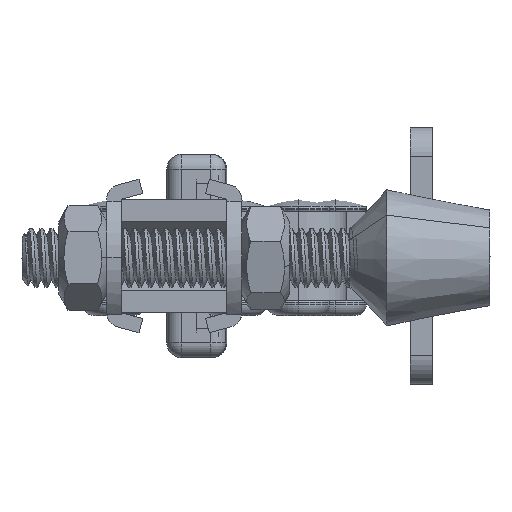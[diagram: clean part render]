
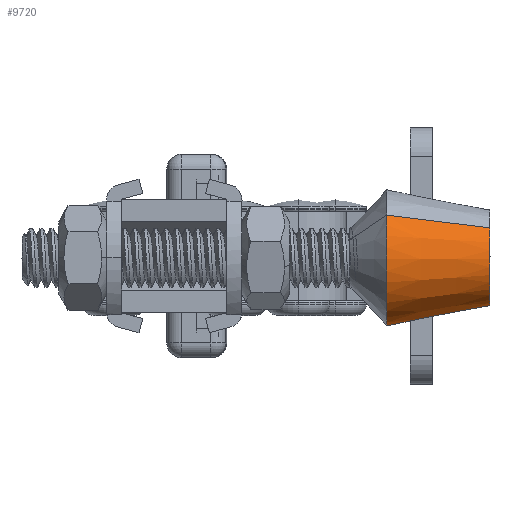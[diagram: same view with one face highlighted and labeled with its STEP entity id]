
A CAD part, left-side view. The second image highlights one B-rep face of the part: STEP entity #9720.
In plain terms, the highlighted conical face has half-angle 11.113 degrees and reference radius 9.25 mm.
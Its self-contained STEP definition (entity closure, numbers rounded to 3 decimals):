
#99 = DIRECTION ( 'NONE',  ( 0., 0.193, 0.981 ) ) ;
#1571 = ORIENTED_EDGE ( 'NONE', *, *, #11249, .F. ) ;
#2126 = CARTESIAN_POINT ( 'NONE',  ( 0., 6.5, -8.5 ) ) ;
#2282 = VECTOR ( 'NONE', #99, 1000. ) ;
#3206 = DIRECTION ( 'NONE',  ( 0., 0., 1. ) ) ;
#4427 = EDGE_LOOP ( 'NONE', ( #15723, #8657, #14613, #1571 ) ) ;
#5416 = VERTEX_POINT ( 'NONE', #2126 ) ;
#5559 = DIRECTION ( 'NONE',  ( 0., 0., 1. ) ) ;
#5772 = DIRECTION ( 'NONE',  ( 0., -0.193, 0.981 ) ) ;
#6127 = CIRCLE ( 'NONE', #19335, 9.25 ) ;
#7873 = LINE ( 'NONE', #19779, #9325 ) ;
#8385 = FACE_OUTER_BOUND ( 'NONE', #4427, .T. ) ;
#8657 = ORIENTED_EDGE ( 'NONE', *, *, #27012, .T. ) ;
#9213 = CARTESIAN_POINT ( 'NONE',  ( 0., -6.5, -8.5 ) ) ;
#9325 = VECTOR ( 'NONE', #5772, 1000. ) ;
#9720 = ADVANCED_FACE ( 'NONE', ( #8385 ), #13105, .T. ) ;
#11249 = EDGE_CURVE ( 'NONE', #25722, #24522, #6127, .T. ) ;
#12081 = CARTESIAN_POINT ( 'NONE',  ( 0., 0., 5.5 ) ) ;
#13105 = CONICAL_SURFACE ( 'NONE', #15334, 9.25, 0.194 ) ;
#14419 = DIRECTION ( 'NONE',  ( 0., -1., 0. ) ) ;
#14613 = ORIENTED_EDGE ( 'NONE', *, *, #21957, .T. ) ;
#14839 = DIRECTION ( 'NONE',  ( 0., -1., 0. ) ) ;
#14878 = CARTESIAN_POINT ( 'NONE',  ( 0., -9.25, 5.5 ) ) ;
#15334 = AXIS2_PLACEMENT_3D ( 'NONE', #21911, #5559, #14839 ) ;
#15388 = LINE ( 'NONE', #23379, #2282 ) ;
#15723 = ORIENTED_EDGE ( 'NONE', *, *, #17485, .F. ) ;
#17174 = CARTESIAN_POINT ( 'NONE',  ( 0., 0., -8.5 ) ) ;
#17485 = EDGE_CURVE ( 'NONE', #5416, #25722, #15388, .T. ) ;
#17935 = CIRCLE ( 'NONE', #26375, 6.5 ) ;
#19335 = AXIS2_PLACEMENT_3D ( 'NONE', #12081, #28386, #14419 ) ;
#19552 = DIRECTION ( 'NONE',  ( 0., -1., 0. ) ) ;
#19779 = CARTESIAN_POINT ( 'NONE',  ( 0., -9.25, 5.5 ) ) ;
#21587 = CARTESIAN_POINT ( 'NONE',  ( 0., 9.25, 5.5 ) ) ;
#21911 = CARTESIAN_POINT ( 'NONE',  ( 0., 0., 5.5 ) ) ;
#21957 = EDGE_CURVE ( 'NONE', #25605, #24522, #7873, .T. ) ;
#23379 = CARTESIAN_POINT ( 'NONE',  ( 0., 9.25, 5.5 ) ) ;
#24522 = VERTEX_POINT ( 'NONE', #14878 ) ;
#25605 = VERTEX_POINT ( 'NONE', #9213 ) ;
#25722 = VERTEX_POINT ( 'NONE', #21587 ) ;
#26375 = AXIS2_PLACEMENT_3D ( 'NONE', #17174, #3206, #19552 ) ;
#27012 = EDGE_CURVE ( 'NONE', #5416, #25605, #17935, .T. ) ;
#28386 = DIRECTION ( 'NONE',  ( 0., 0., 1. ) ) ;
